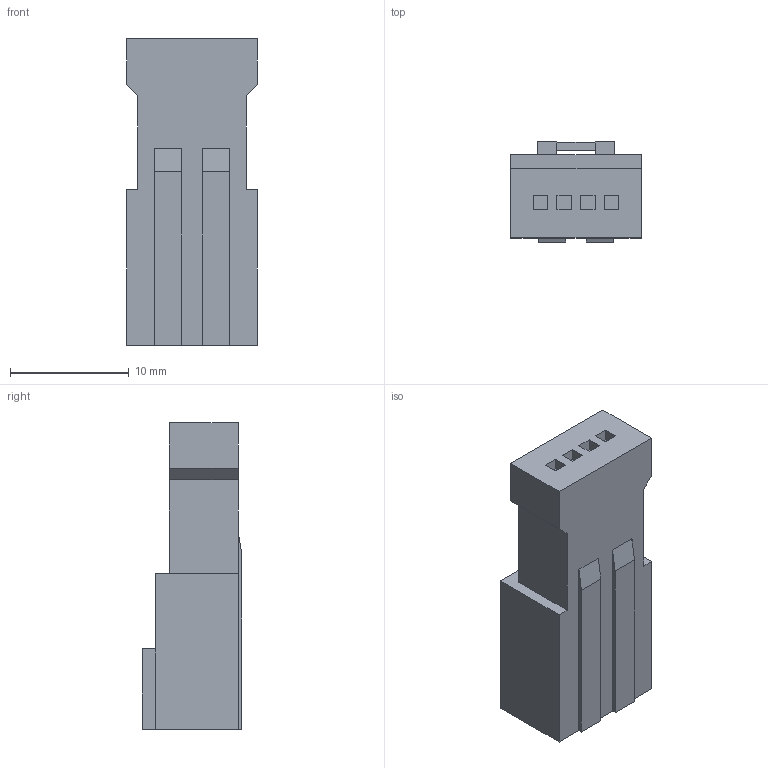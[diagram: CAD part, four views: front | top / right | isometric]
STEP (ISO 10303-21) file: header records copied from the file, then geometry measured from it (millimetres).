
FILE_DESCRIPTION (( 'STEP AP214' ), '1' );
FILE_NAME ('04T-JWPF-VSLE-S.STEP', '2011-03-14T09:23:17', ( ' ' ), ( ' ' ), 'SwSTEP 2.0', 'SolidWorks 2005235', '' );
FILE_SCHEMA (( 'AUTOMOTIVE_DESIGN' ));
Length unit declared in the file: millimetre
Products named in the file (1): 04T-JWPF-VSLE-S
Bounding box: 11 x 8.4 x 25.8 mm (x, y, z)
Volume: 1214.9 mm3; surface area: 1468.8 mm2
Topology: 1 solids, 1 shells, 87 faces, 234 edges, 156 vertices
Faces by surface type: plane 87
Entity records: 3652 total; most frequent: CARTESIAN_POINT 478, ORIENTED_EDGE 468, DIRECTION 410, EDGE_CURVE 234, VECTOR 234, LINE 234, VERTEX_POINT 156, EDGE_LOOP 96
